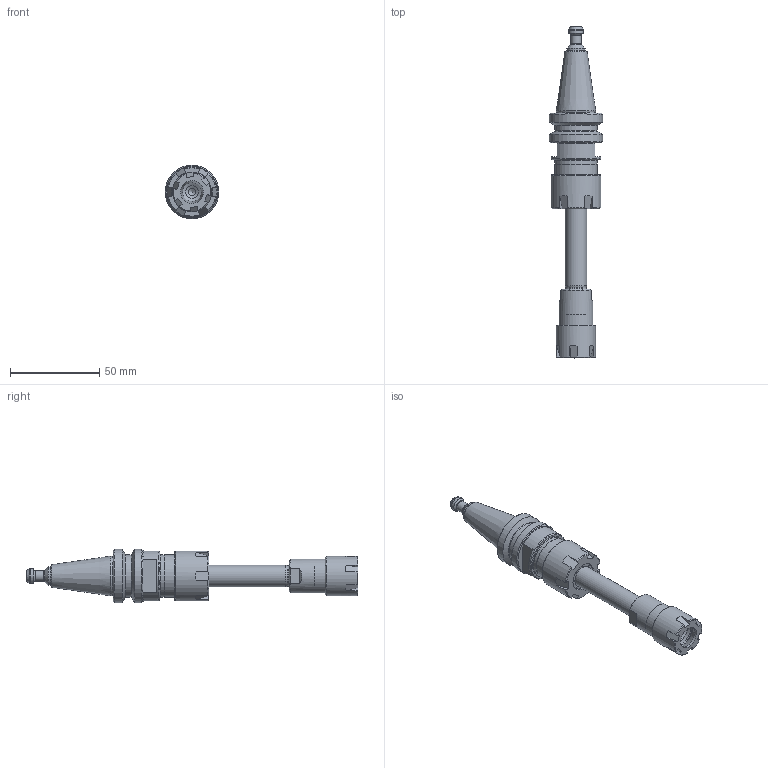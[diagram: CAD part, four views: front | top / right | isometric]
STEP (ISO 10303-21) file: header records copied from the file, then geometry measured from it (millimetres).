
FILE_DESCRIPTION(/* description */ ('Alibre Inc.'),/* implementation_level */ '2;1');
FILE_NAME(/* name */ 'export-3F875497-B0E0-424C-B33F-B9AC1191733E',/* time_stamp */ '2023-12-09T11:57:15+01:00',/* author */ (''),/* organization */ (''),/* preprocessor_version */ 'ST-DEVELOPER v17',/* originating_system */ 'Alibre',/* authorisation */ '');
FILE_SCHEMA (('AUTOMOTIVE_DESIGN'));
Length unit declared in the file: millimetre
Products named in the file (8): 1; 2; NOCUT
Bounding box: 30 x 185.9 x 30 mm (x, y, z)
Volume: 46491.7 mm3; surface area: 27939.3 mm2
Topology: 5 solids, 5 shells, 340 faces, 969 edges, 645 vertices
Faces by surface type: plane 150, torus 84, cone 68, cylinder 38
Full cylindrical faces by diameter (mm): 4.134 x2, 5.5 x1, 6 x1, 7 x1, 8.1 x1, 10.5 x2, 11.6 x1, 12 x2, 12.8 x1, 13.5 x1, 16 x1, 17 x1, 17.917 x1, 19 x2, 19.3 x1, 21.304 x1, 22 x1, 22.917 x1, 24 x3, 24.3 x1, 28 x2, 30 x2
Entity records: 11926 total; most frequent: CARTESIAN_POINT 2951, ORIENTED_EDGE 1936, DIRECTION 1544, EDGE_CURVE 968, AXIS2_PLACEMENT_3D 720, VERTEX_POINT 645, EDGE_LOOP 355, FACE_BOUND 355
